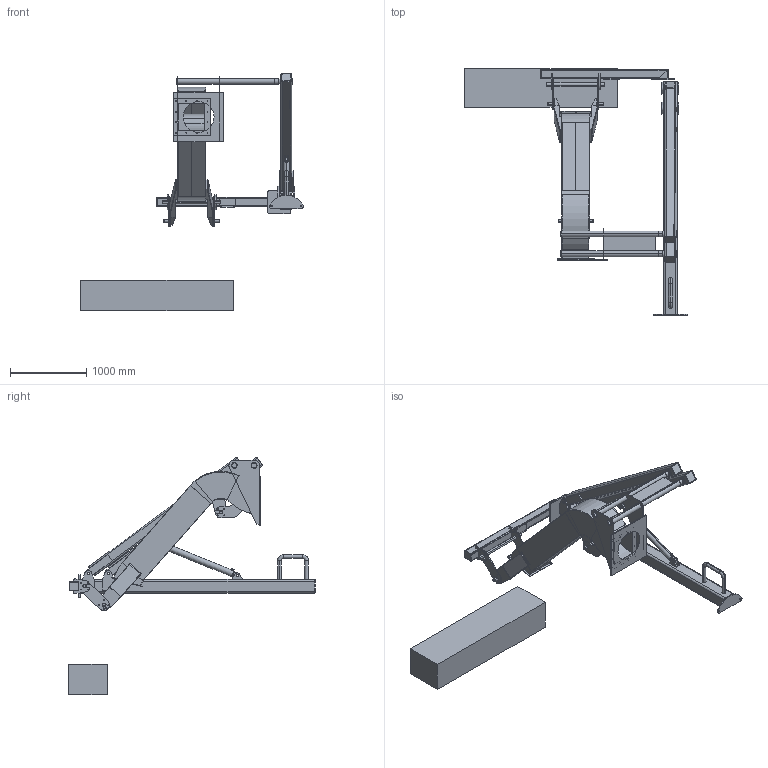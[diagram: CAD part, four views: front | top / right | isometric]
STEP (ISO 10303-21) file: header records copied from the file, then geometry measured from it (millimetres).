
FILE_DESCRIPTION (( 'STEP AP203' ), '1' );
FILE_NAME ('45556_02_2 oben_OS.STEP', '2026-01-29T09:45:13', ( '' ), ( '' ), 'SwSTEP 2.0', 'SolidWorks 2024', '' );
FILE_SCHEMA (( 'CONFIG_CONTROL_DESIGN' ));
Length unit declared in the file: millimetre
Products named in the file (16): 45556_16_OS_Frei beweglich; 4402 2510 00; 4402 2510 02_Standard<Wie bearbeitet>; 45556_04_OS; STS 7040800_Teil 1_OS; Teil5^45556_02_2 oben_OS; 4402 2510 01_Standard<Wie bearbeitet>; STS 7040800_Teil 2_OS; 45556_14_neu_OS_Standard<Wie bearbeitet>; 45556_07_OS_Standard<Wie bearbeitet>; 45556_05_OS_Standard<Wie bearbeitet>; 4402 2510 04_Standard<Wie bearbeitet>; 4402 2510 08_1_Standard<Wie bearbeitet>; 45556_02_2 oben_OS; Haube ZSB_OS; 45556_06_OS_Standard<Wie bearbeitet>
Assembly tree (15 placements, depth 4):
  45556_02_2 oben_OS
    45556_04_OS
      45556_05_OS_Standard<Wie bearbeitet>
      45556_06_OS_Standard<Wie bearbeitet>
      45556_07_OS_Standard<Wie bearbeitet>
      45556_16_OS_Frei beweglich
        STS 7040800_Teil 1_OS
        STS 7040800_Teil 2_OS
    Haube ZSB_OS
      45556_14_neu_OS_Standard<Wie bearbeitet>
    4402 2510 00
      4402 2510 01_Standard<Wie bearbeitet>
      4402 2510 04_Standard<Wie bearbeitet>
      4402 2510 02_Standard<Wie bearbeitet>
      4402 2510 08_1_Standard<Wie bearbeitet>
    Teil5^45556_02_2 oben_OS
Bounding box: 2918.32 x 3234.87 x 3116.76 mm (x, y, z)
Volume: 515458770.5 mm3; surface area: 29809461.6 mm2
Topology: 88 solids, 88 shells, 1167 faces, 2776 edges, 1788 vertices
Faces by surface type: plane 597, cylinder 502, cone 44, torus 20, bspline 4
Entity records: 36238 total; most frequent: CARTESIAN_POINT 6323, DIRECTION 6176, ORIENTED_EDGE 5544, EDGE_CURVE 2772, AXIS2_PLACEMENT_3D 2259, VERTEX_POINT 1788, LINE 1658, VECTOR 1658
